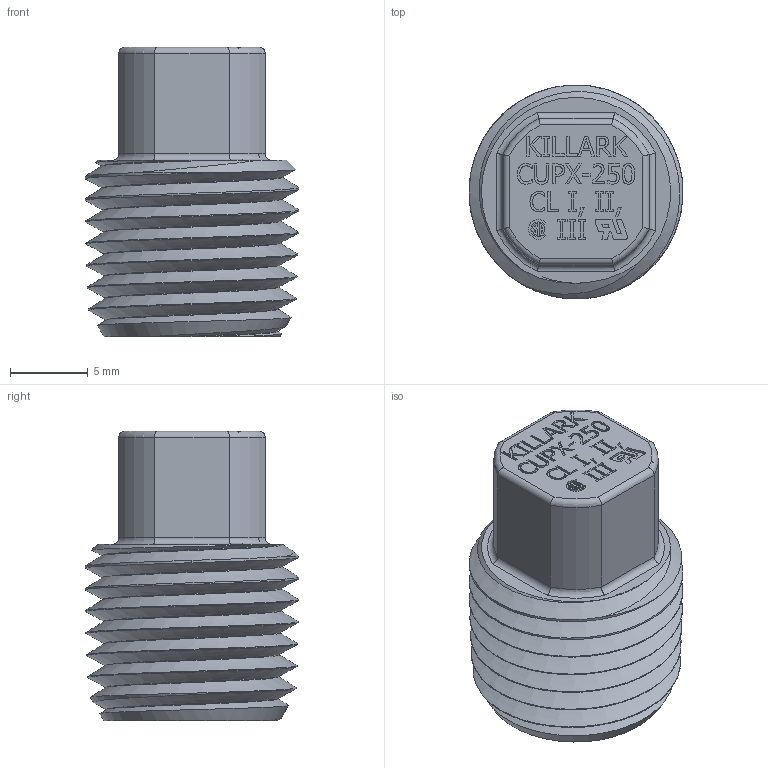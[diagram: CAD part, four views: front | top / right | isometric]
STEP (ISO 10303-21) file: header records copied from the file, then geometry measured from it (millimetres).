
FILE_DESCRIPTION(/* description */ ('CUPX-250'),/* implementation_level */ '2;1');
FILE_NAME(/* name */ 'CUPX-250.stp',/* time_stamp */ '2021-03-01T22:35:17+05:00',/* author */ ('lsugumaran'),/* organization */ (''),/* preprocessor_version */ 'ST-DEVELOPER v18',/* originating_system */ 'Autodesk Inventor 2020',/* authorisation */ '');
FILE_SCHEMA (('AUTOMOTIVE_DESIGN { 1 0 10303 214 3 1 1 }'));
Length unit declared in the file: inch
Products named in the file (1): 12999
Bounding box: 13.71 x 13.71 x 18.54 mm (x, y, z)
Volume: 1948.1 mm3; surface area: 1273.3 mm2
Topology: 1 solids, 1 shells, 500 faces, 1355 edges, 898 vertices
Faces by surface type: plane 336, bspline 109, cylinder 28, cone 19, torus 8
Full cylindrical faces by diameter (mm): 13.716 x1
Entity records: 19511 total; most frequent: CARTESIAN_POINT 7176, ORIENTED_EDGE 2710, DIRECTION 1916, EDGE_CURVE 1355, LINE 1028, VECTOR 1028, VERTEX_POINT 898, EDGE_LOOP 541
